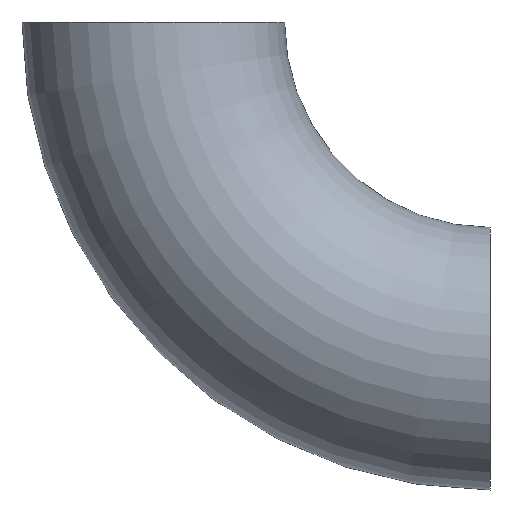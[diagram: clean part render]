
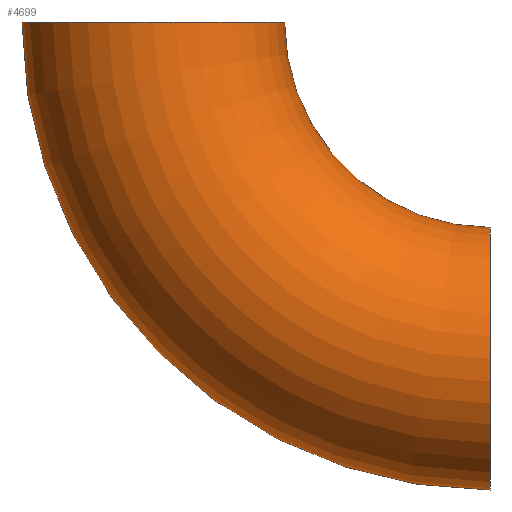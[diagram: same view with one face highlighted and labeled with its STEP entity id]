
A CAD part, left-side view. The second image highlights one B-rep face of the part: STEP entity #4699.
In plain terms, the highlighted toroidal (fillet/blend) face has major radius 114 mm and minor radius 44.45 mm.
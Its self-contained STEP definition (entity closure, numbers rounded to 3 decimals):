
#225 = CARTESIAN_POINT ( 'NONE',  ( 0., 0., -69.55 ) ) ;
#274 = DIRECTION ( 'NONE',  ( 0., 0., 1. ) ) ;
#294 = EDGE_CURVE ( 'NONE', #9542, #10753, #9893, .T. ) ;
#1206 = DIRECTION ( 'NONE',  ( 0., -1., 0. ) ) ;
#1241 = CARTESIAN_POINT ( 'NONE',  ( 0., 114., 0. ) ) ;
#1498 = ORIENTED_EDGE ( 'NONE', *, *, #5150, .F. ) ;
#2197 = DIRECTION ( 'NONE',  ( -1., 0., 0. ) ) ;
#2271 = DIRECTION ( 'NONE',  ( 0., 0., 1. ) ) ;
#2338 = CARTESIAN_POINT ( 'NONE',  ( 0., 0., 0. ) ) ;
#2380 = TOROIDAL_SURFACE ( 'NONE', #10377, 114., 44.45 ) ;
#2423 = AXIS2_PLACEMENT_3D ( 'NONE', #2338, #8538, #4126 ) ;
#2670 = DIRECTION ( 'NONE',  ( 0., 1., 0. ) ) ;
#2744 = CARTESIAN_POINT ( 'NONE',  ( 0., 0., 0. ) ) ;
#2786 = ORIENTED_EDGE ( 'NONE', *, *, #6168, .T. ) ;
#3021 = DIRECTION ( 'NONE',  ( 0., 0., 1. ) ) ;
#4126 = DIRECTION ( 'NONE',  ( 0., 0., 1. ) ) ;
#4540 = EDGE_CURVE ( 'NONE', #10046, #5833, #8200, .T. ) ;
#4699 = ADVANCED_FACE ( 'NONE', ( #5312 ), #2380, .T. ) ;
#4788 = CARTESIAN_POINT ( 'NONE',  ( 0., 69.55, 0. ) ) ;
#5150 = EDGE_CURVE ( 'NONE', #10753, #5833, #9724, .T. ) ;
#5290 = DIRECTION ( 'NONE',  ( 0., 0., 1. ) ) ;
#5312 = FACE_OUTER_BOUND ( 'NONE', #7423, .T. ) ;
#5682 = DIRECTION ( 'NONE',  ( -1., 0., 0. ) ) ;
#5791 = CARTESIAN_POINT ( 'NONE',  ( 0., 0., 0. ) ) ;
#5833 = VERTEX_POINT ( 'NONE', #225 ) ;
#6168 = EDGE_CURVE ( 'NONE', #9542, #10046, #8336, .T. ) ;
#6221 = CARTESIAN_POINT ( 'NONE',  ( 0., 0., -114. ) ) ;
#7423 = EDGE_LOOP ( 'NONE', ( #10505, #2786, #10830, #1498 ) ) ;
#8009 = CARTESIAN_POINT ( 'NONE',  ( 0., 158.45, 0. ) ) ;
#8200 = CIRCLE ( 'NONE', #10596, 44.45 ) ;
#8336 = CIRCLE ( 'NONE', #2423, 158.45 ) ;
#8538 = DIRECTION ( 'NONE',  ( -1., 0., 0. ) ) ;
#9036 = AXIS2_PLACEMENT_3D ( 'NONE', #5791, #2197, #2271 ) ;
#9542 = VERTEX_POINT ( 'NONE', #8009 ) ;
#9724 = CIRCLE ( 'NONE', #9036, 69.55 ) ;
#9755 = AXIS2_PLACEMENT_3D ( 'NONE', #1241, #274, #1206 ) ;
#9893 = CIRCLE ( 'NONE', #9755, 44.45 ) ;
#10046 = VERTEX_POINT ( 'NONE', #11166 ) ;
#10377 = AXIS2_PLACEMENT_3D ( 'NONE', #2744, #5682, #3021 ) ;
#10505 = ORIENTED_EDGE ( 'NONE', *, *, #294, .F. ) ;
#10596 = AXIS2_PLACEMENT_3D ( 'NONE', #6221, #2670, #5290 ) ;
#10753 = VERTEX_POINT ( 'NONE', #4788 ) ;
#10830 = ORIENTED_EDGE ( 'NONE', *, *, #4540, .T. ) ;
#11166 = CARTESIAN_POINT ( 'NONE',  ( 0., 0., -158.45 ) ) ;
